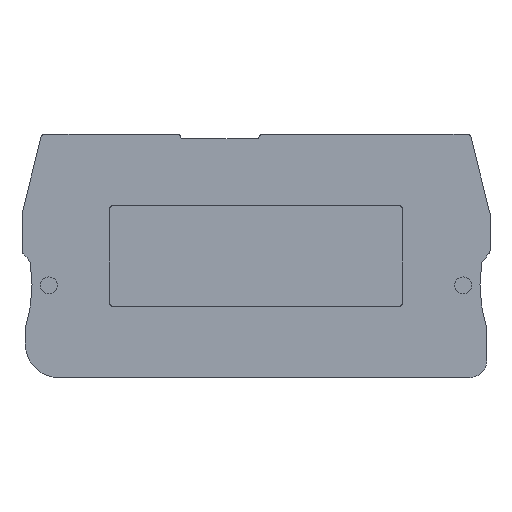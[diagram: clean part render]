
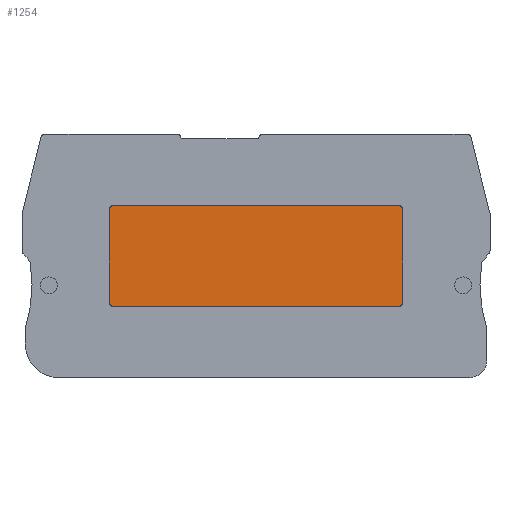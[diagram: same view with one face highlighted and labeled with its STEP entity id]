
A CAD part, top view. The second image highlights one B-rep face of the part: STEP entity #1254.
In plain terms, the highlighted planar face has unit normal (0, 0, 1).
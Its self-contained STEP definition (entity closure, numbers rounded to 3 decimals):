
#408=CARTESIAN_POINT('',(-12.7,20.2,5.2));
#409=DIRECTION('',(0.,0.,1.));
#410=DIRECTION('',(0.,1.,0.));
#411=AXIS2_PLACEMENT_3D('',#408,#409,#410);
#413=DIRECTION('',(-1.,0.,0.));
#414=VECTOR('',#413,34.);
#415=CARTESIAN_POINT('',(21.3,20.7,5.2));
#416=LINE('',#415,#414);
#417=CARTESIAN_POINT('',(21.3,20.2,5.2));
#418=DIRECTION('',(0.,0.,1.));
#419=DIRECTION('',(1.,0.,0.));
#420=AXIS2_PLACEMENT_3D('',#417,#418,#419);
#422=DIRECTION('',(0.,1.,0.));
#423=VECTOR('',#422,11.);
#424=CARTESIAN_POINT('',(21.8,9.2,5.2));
#425=LINE('',#424,#423);
#426=CARTESIAN_POINT('',(21.3,9.2,5.2));
#427=DIRECTION('',(0.,0.,1.));
#428=DIRECTION('',(0.,-1.,0.));
#429=AXIS2_PLACEMENT_3D('',#426,#427,#428);
#431=DIRECTION('',(1.,0.,0.));
#432=VECTOR('',#431,34.);
#433=CARTESIAN_POINT('',(-12.7,8.7,5.2));
#434=LINE('',#433,#432);
#435=CARTESIAN_POINT('',(-12.7,9.2,5.2));
#436=DIRECTION('',(0.,0.,1.));
#437=DIRECTION('',(-1.,0.,0.));
#438=AXIS2_PLACEMENT_3D('',#435,#436,#437);
#440=DIRECTION('',(0.,-1.,0.));
#441=VECTOR('',#440,11.);
#442=CARTESIAN_POINT('',(-13.2,20.2,5.2));
#443=LINE('',#442,#441);
#731=CARTESIAN_POINT('',(-12.7,20.7,5.2));
#732=CARTESIAN_POINT('',(-13.2,20.2,5.2));
#733=VERTEX_POINT('',#731);
#734=VERTEX_POINT('',#732);
#739=CARTESIAN_POINT('',(21.8,20.2,5.2));
#740=CARTESIAN_POINT('',(21.3,20.7,5.2));
#741=VERTEX_POINT('',#739);
#742=VERTEX_POINT('',#740);
#747=CARTESIAN_POINT('',(21.3,8.7,5.2));
#748=CARTESIAN_POINT('',(21.8,9.2,5.2));
#749=VERTEX_POINT('',#747);
#750=VERTEX_POINT('',#748);
#755=CARTESIAN_POINT('',(-13.2,9.2,5.2));
#756=CARTESIAN_POINT('',(-12.7,8.7,5.2));
#757=VERTEX_POINT('',#755);
#758=VERTEX_POINT('',#756);
#1233=CARTESIAN_POINT('',(0.,0.,5.2));
#1234=DIRECTION('',(0.,0.,1.));
#1235=DIRECTION('',(1.,0.,0.));
#1236=AXIS2_PLACEMENT_3D('',#1233,#1234,#1235);
#1237=PLANE('',#1236);
#1239=ORIENTED_EDGE('',*,*,#1238,.F.);
#1241=ORIENTED_EDGE('',*,*,#1240,.F.);
#1242=ORIENTED_EDGE('',*,*,#1224,.F.);
#1243=ORIENTED_EDGE('',*,*,#1214,.F.);
#1245=ORIENTED_EDGE('',*,*,#1244,.F.);
#1247=ORIENTED_EDGE('',*,*,#1246,.F.);
#1249=ORIENTED_EDGE('',*,*,#1248,.F.);
#1251=ORIENTED_EDGE('',*,*,#1250,.F.);
#1252=EDGE_LOOP('',(#1239,#1241,#1242,#1243,#1245,#1247,#1249,#1251));
#1253=FACE_OUTER_BOUND('',#1252,.F.);
#1254=ADVANCED_FACE('',(#1253),#1237,.T.);
#412=CIRCLE('',#411,0.5);
#421=CIRCLE('',#420,0.5);
#430=CIRCLE('',#429,0.5);
#439=CIRCLE('',#438,0.5);
#1214=EDGE_CURVE('',#750,#741,#425,.T.);
#1224=EDGE_CURVE('',#741,#742,#421,.T.);
#1238=EDGE_CURVE('',#733,#734,#412,.T.);
#1240=EDGE_CURVE('',#742,#733,#416,.T.);
#1244=EDGE_CURVE('',#749,#750,#430,.T.);
#1246=EDGE_CURVE('',#758,#749,#434,.T.);
#1248=EDGE_CURVE('',#757,#758,#439,.T.);
#1250=EDGE_CURVE('',#734,#757,#443,.T.);
